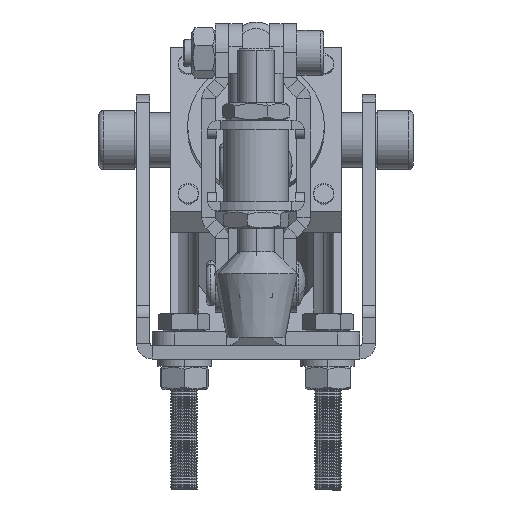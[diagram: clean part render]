
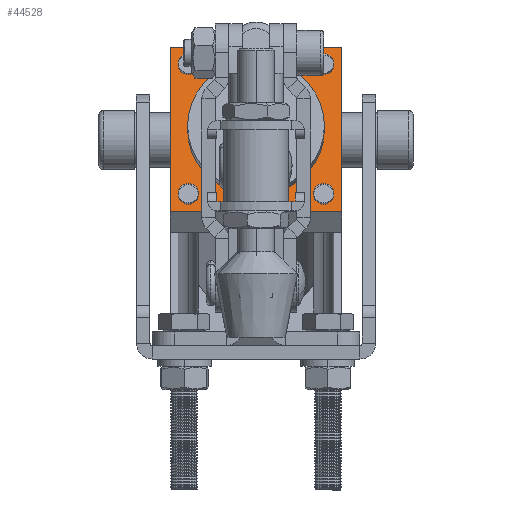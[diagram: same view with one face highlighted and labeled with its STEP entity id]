
A CAD part, left-side view. The second image highlights one B-rep face of the part: STEP entity #44528.
In plain terms, the highlighted face is planar.
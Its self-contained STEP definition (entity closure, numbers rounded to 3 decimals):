
#12768 = EDGE_LOOP ( 'NONE', ( #45931, #45932, #45933, #45934 ) ) ;
#12805 = EDGE_LOOP ( 'NONE', ( #45927, #45928 ) ) ;
#12828 = EDGE_LOOP ( 'NONE', ( #45929, #45930 ) ) ;
#12914 = EDGE_LOOP ( 'NONE', ( #45925, #45926 ) ) ;
#12939 = EDGE_LOOP ( 'NONE', ( #45935, #45936 ) ) ;
#12960 = EDGE_LOOP ( 'NONE', ( #45923, #45924 ) ) ;
#19933 = CARTESIAN_POINT ( 'NONE',  ( 3., 0., 15.15 ) ) ;
#19949 = CARTESIAN_POINT ( 'NONE',  ( 3., 19., -19. ) ) ;
#19989 = CARTESIAN_POINT ( 'NONE',  ( 3., -12.75, 15. ) ) ;
#20021 = CARTESIAN_POINT ( 'NONE',  ( 3., 17.25, 15. ) ) ;
#20055 = CARTESIAN_POINT ( 'NONE',  ( 3., 19., 19. ) ) ;
#20068 = CARTESIAN_POINT ( 'NONE',  ( 3., -12.75, -15. ) ) ;
#20069 = CARTESIAN_POINT ( 'NONE',  ( 3., 0., -15.15 ) ) ;
#20702 = AXIS2_PLACEMENT_3D ( 'NONE', #25303, #25304, #25305 ) ;
#20708 = AXIS2_PLACEMENT_3D ( 'NONE', #25333, #25334, #25335 ) ;
#20714 = AXIS2_PLACEMENT_3D ( 'NONE', #25363, #25364, #25365 ) ;
#20720 = AXIS2_PLACEMENT_3D ( 'NONE', #25393, #25394, #25395 ) ;
#20740 = AXIS2_PLACEMENT_3D ( 'NONE', #25493, #25494, #25495 ) ;
#20752 = AXIS2_PLACEMENT_3D ( 'NONE', #25565, #25566, #25567 ) ;
#20990 = AXIS2_PLACEMENT_3D ( 'NONE', #27500, #27495, #27502 ) ;
#21080 = CARTESIAN_POINT ( 'NONE',  ( 3., 17.25, -15. ) ) ;
#21092 = CARTESIAN_POINT ( 'NONE',  ( 3., -19., -19. ) ) ;
#21231 = CARTESIAN_POINT ( 'NONE',  ( 3., -19., 19. ) ) ;
#21267 = CARTESIAN_POINT ( 'NONE',  ( 3., -17.25, -15. ) ) ;
#21396 = CARTESIAN_POINT ( 'NONE',  ( 3., 12.75, -15. ) ) ;
#21410 = CARTESIAN_POINT ( 'NONE',  ( 3., -17.25, 15. ) ) ;
#21515 = CARTESIAN_POINT ( 'NONE',  ( 3., 12.75, 15. ) ) ;
#23259 = CIRCLE ( 'NONE', #20702, 2.25 ) ;
#23279 = CIRCLE ( 'NONE', #20708, 2.25 ) ;
#23297 = CIRCLE ( 'NONE', #20714, 2.25 ) ;
#23315 = CIRCLE ( 'NONE', #20720, 2.25 ) ;
#25303 = CARTESIAN_POINT ( 'NONE',  ( 3., -15., 15. ) ) ;
#25304 = DIRECTION ( 'NONE',  ( 1., 0., 0. ) ) ;
#25305 = DIRECTION ( 'NONE',  ( 0., 1., 0. ) ) ;
#25333 = CARTESIAN_POINT ( 'NONE',  ( 3., -15., -15. ) ) ;
#25334 = DIRECTION ( 'NONE',  ( 1., 0., 0. ) ) ;
#25335 = DIRECTION ( 'NONE',  ( 0., 1., 0. ) ) ;
#25363 = CARTESIAN_POINT ( 'NONE',  ( 3., 15., -15. ) ) ;
#25364 = DIRECTION ( 'NONE',  ( 1., 0., 0. ) ) ;
#25365 = DIRECTION ( 'NONE',  ( 0., 1., 0. ) ) ;
#25393 = CARTESIAN_POINT ( 'NONE',  ( 3., 15., 15. ) ) ;
#25394 = DIRECTION ( 'NONE',  ( 1., 0., 0. ) ) ;
#25395 = DIRECTION ( 'NONE',  ( 0., 1., 0. ) ) ;
#25493 = CARTESIAN_POINT ( 'NONE',  ( 3., 0., 0. ) ) ;
#25494 = DIRECTION ( 'NONE',  ( 1., 0., 0. ) ) ;
#25495 = DIRECTION ( 'NONE',  ( 0., 1., 0. ) ) ;
#25526 = CARTESIAN_POINT ( 'NONE',  ( 3., 19., 19. ) ) ;
#25531 = DIRECTION ( 'NONE',  ( 0., 0., -1. ) ) ;
#25565 = CARTESIAN_POINT ( 'NONE',  ( 3., -15., 15. ) ) ;
#25566 = DIRECTION ( 'NONE',  ( 1., 0., 0. ) ) ;
#25567 = DIRECTION ( 'NONE',  ( 0., 1., 0. ) ) ;
#26031 = CIRCLE ( 'NONE', #20740, 15.15 ) ;
#26054 = LINE ( 'NONE', #25526, #26062 ) ;
#26062 = VECTOR ( 'NONE', #25531, 1000. ) ;
#26078 = CIRCLE ( 'NONE', #20752, 2.25 ) ;
#26575 = FACE_BOUND ( 'NONE', #12960, .T. ) ;
#26576 = FACE_BOUND ( 'NONE', #12805, .T. ) ;
#26577 = FACE_OUTER_BOUND ( 'NONE', #12768, .T. ) ;
#26578 = FACE_BOUND ( 'NONE', #12828, .T. ) ;
#26579 = FACE_BOUND ( 'NONE', #12914, .T. ) ;
#26580 = FACE_BOUND ( 'NONE', #12939, .T. ) ;
#27495 = DIRECTION ( 'NONE',  ( 1., 0., 0. ) ) ;
#27499 = PLANE ( 'NONE',  #20990 ) ;
#27500 = CARTESIAN_POINT ( 'NONE',  ( 3., 19., 19. ) ) ;
#27502 = DIRECTION ( 'NONE',  ( 0., 1., 0. ) ) ;
#28738 = AXIS2_PLACEMENT_3D ( 'NONE', #49250, #49251, #49252 ) ;
#28746 = AXIS2_PLACEMENT_3D ( 'NONE', #49255, #49256, #49257 ) ;
#28747 = AXIS2_PLACEMENT_3D ( 'NONE', #49260, #49261, #49262 ) ;
#28748 = AXIS2_PLACEMENT_3D ( 'NONE', #49267, #49268, #49269 ) ;
#37744 = CIRCLE ( 'NONE', #28738, 2.25 ) ;
#37749 = CIRCLE ( 'NONE', #28746, 2.25 ) ;
#37753 = CIRCLE ( 'NONE', #28747, 2.25 ) ;
#37755 = LINE ( 'NONE', #49253, #37763 ) ;
#37756 = LINE ( 'NONE', #49259, #37765 ) ;
#37758 = CIRCLE ( 'NONE', #28748, 15.15 ) ;
#37760 = VECTOR ( 'NONE', #49265, 1000. ) ;
#37763 = VECTOR ( 'NONE', #49254, 1000. ) ;
#37764 = LINE ( 'NONE', #49263, #37760 ) ;
#37765 = VECTOR ( 'NONE', #49266, 1000. ) ;
#38783 = VERTEX_POINT ( 'NONE', #19933 ) ;
#38800 = VERTEX_POINT ( 'NONE', #19949 ) ;
#38847 = VERTEX_POINT ( 'NONE', #19989 ) ;
#38883 = VERTEX_POINT ( 'NONE', #20021 ) ;
#38934 = VERTEX_POINT ( 'NONE', #20055 ) ;
#38947 = VERTEX_POINT ( 'NONE', #20068 ) ;
#38948 = VERTEX_POINT ( 'NONE', #20069 ) ;
#38994 = VERTEX_POINT ( 'NONE', #21080 ) ;
#39007 = VERTEX_POINT ( 'NONE', #21092 ) ;
#39203 = VERTEX_POINT ( 'NONE', #21231 ) ;
#39251 = VERTEX_POINT ( 'NONE', #21267 ) ;
#39406 = VERTEX_POINT ( 'NONE', #21396 ) ;
#39428 = VERTEX_POINT ( 'NONE', #21410 ) ;
#39541 = VERTEX_POINT ( 'NONE', #21515 ) ;
#44185 = EDGE_CURVE ( 'NONE', #38847, #39428, #23259, .T. ) ;
#44197 = EDGE_CURVE ( 'NONE', #38947, #39251, #23279, .T. ) ;
#44209 = EDGE_CURVE ( 'NONE', #38994, #39406, #23297, .T. ) ;
#44221 = EDGE_CURVE ( 'NONE', #38883, #39541, #23315, .T. ) ;
#44261 = EDGE_CURVE ( 'NONE', #38948, #38783, #26031, .T. ) ;
#44277 = EDGE_CURVE ( 'NONE', #38934, #38800, #26054, .T. ) ;
#44290 = EDGE_CURVE ( 'NONE', #39428, #38847, #26078, .T. ) ;
#44528 = ADVANCED_FACE ( 'NONE', ( #26575, #26579, #26576, #26578, #26577, #26580 ), #27499, .F. ) ;
#45923 = ORIENTED_EDGE ( 'NONE', *, *, #44290, .T. ) ;
#45924 = ORIENTED_EDGE ( 'NONE', *, *, #44185, .T. ) ;
#45925 = ORIENTED_EDGE ( 'NONE', *, *, #47623, .T. ) ;
#45926 = ORIENTED_EDGE ( 'NONE', *, *, #44197, .T. ) ;
#45927 = ORIENTED_EDGE ( 'NONE', *, *, #47624, .T. ) ;
#45928 = ORIENTED_EDGE ( 'NONE', *, *, #44209, .T. ) ;
#45929 = ORIENTED_EDGE ( 'NONE', *, *, #47625, .T. ) ;
#45930 = ORIENTED_EDGE ( 'NONE', *, *, #44221, .T. ) ;
#45931 = ORIENTED_EDGE ( 'NONE', *, *, #47626, .T. ) ;
#45932 = ORIENTED_EDGE ( 'NONE', *, *, #47627, .F. ) ;
#45933 = ORIENTED_EDGE ( 'NONE', *, *, #47628, .F. ) ;
#45934 = ORIENTED_EDGE ( 'NONE', *, *, #44277, .T. ) ;
#45935 = ORIENTED_EDGE ( 'NONE', *, *, #47629, .T. ) ;
#45936 = ORIENTED_EDGE ( 'NONE', *, *, #44261, .T. ) ;
#47623 = EDGE_CURVE ( 'NONE', #39251, #38947, #37744, .T. ) ;
#47624 = EDGE_CURVE ( 'NONE', #39406, #38994, #37749, .T. ) ;
#47625 = EDGE_CURVE ( 'NONE', #39541, #38883, #37753, .T. ) ;
#47626 = EDGE_CURVE ( 'NONE', #38800, #39007, #37755, .T. ) ;
#47627 = EDGE_CURVE ( 'NONE', #39203, #39007, #37764, .T. ) ;
#47628 = EDGE_CURVE ( 'NONE', #38934, #39203, #37756, .T. ) ;
#47629 = EDGE_CURVE ( 'NONE', #38783, #38948, #37758, .T. ) ;
#49250 = CARTESIAN_POINT ( 'NONE',  ( 3., -15., -15. ) ) ;
#49251 = DIRECTION ( 'NONE',  ( 1., 0., 0. ) ) ;
#49252 = DIRECTION ( 'NONE',  ( 0., 1., 0. ) ) ;
#49253 = CARTESIAN_POINT ( 'NONE',  ( 3., 19., -19. ) ) ;
#49254 = DIRECTION ( 'NONE',  ( 0., -1., 0. ) ) ;
#49255 = CARTESIAN_POINT ( 'NONE',  ( 3., 15., -15. ) ) ;
#49256 = DIRECTION ( 'NONE',  ( 1., 0., 0. ) ) ;
#49257 = DIRECTION ( 'NONE',  ( 0., 1., 0. ) ) ;
#49259 = CARTESIAN_POINT ( 'NONE',  ( 3., 19., 19. ) ) ;
#49260 = CARTESIAN_POINT ( 'NONE',  ( 3., 15., 15. ) ) ;
#49261 = DIRECTION ( 'NONE',  ( 1., 0., 0. ) ) ;
#49262 = DIRECTION ( 'NONE',  ( 0., 1., 0. ) ) ;
#49263 = CARTESIAN_POINT ( 'NONE',  ( 3., -19., 19. ) ) ;
#49265 = DIRECTION ( 'NONE',  ( 0., 0., -1. ) ) ;
#49266 = DIRECTION ( 'NONE',  ( 0., -1., 0. ) ) ;
#49267 = CARTESIAN_POINT ( 'NONE',  ( 3., 0., 0. ) ) ;
#49268 = DIRECTION ( 'NONE',  ( 1., 0., 0. ) ) ;
#49269 = DIRECTION ( 'NONE',  ( 0., 1., 0. ) ) ;
